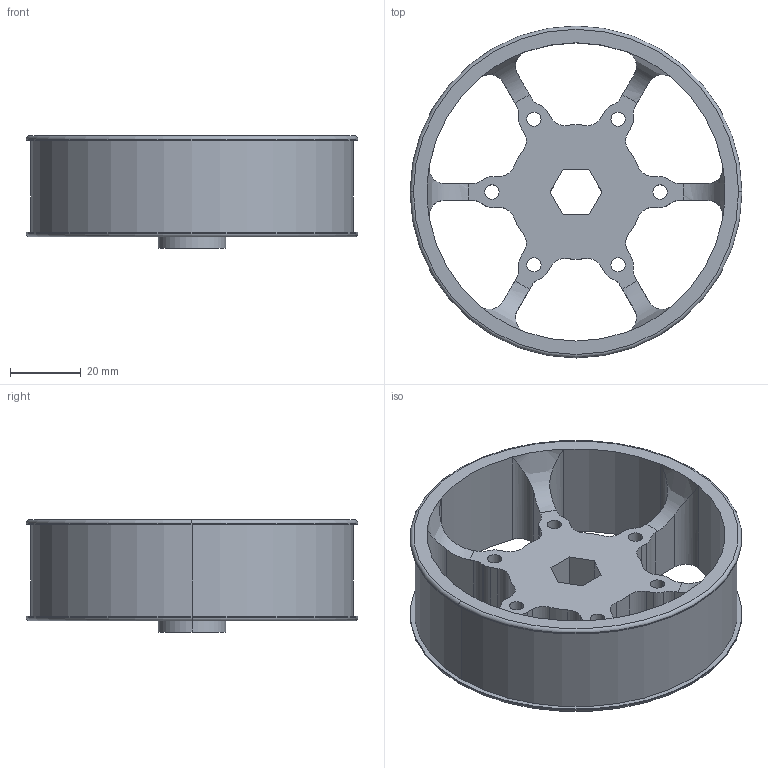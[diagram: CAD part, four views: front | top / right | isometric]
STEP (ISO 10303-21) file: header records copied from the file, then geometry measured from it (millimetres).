
FILE_DESCRIPTION (( 'STEP AP203' ), '1' );
FILE_NAME ('4IN Extrusion Performance Wheel 500 hex.STEP', '2022-01-19T20:23:27', ( '' ), ( '' ), 'SwSTEP 2.0', 'SolidWorks 2021', '' );
FILE_SCHEMA (( 'CONFIG_CONTROL_DESIGN' ));
Length unit declared in the file: inch
Products named in the file (1): 4IN Extrusion Performance Wheel 500 hex
Bounding box: 93.98 x 93.98 x 31.75 mm (x, y, z)
Volume: 59886.1 mm3; surface area: 29481.3 mm2
Topology: 1 solids, 1 shells, 136 faces, 392 edges, 256 vertices
Faces by surface type: cylinder 90, plane 36, bspline 6, torus 4
Entity records: 4979 total; most frequent: CARTESIAN_POINT 1181, DIRECTION 810, ORIENTED_EDGE 784, EDGE_CURVE 392, AXIS2_PLACEMENT_3D 315, VERTEX_POINT 256, CIRCLE 184, LINE 180
